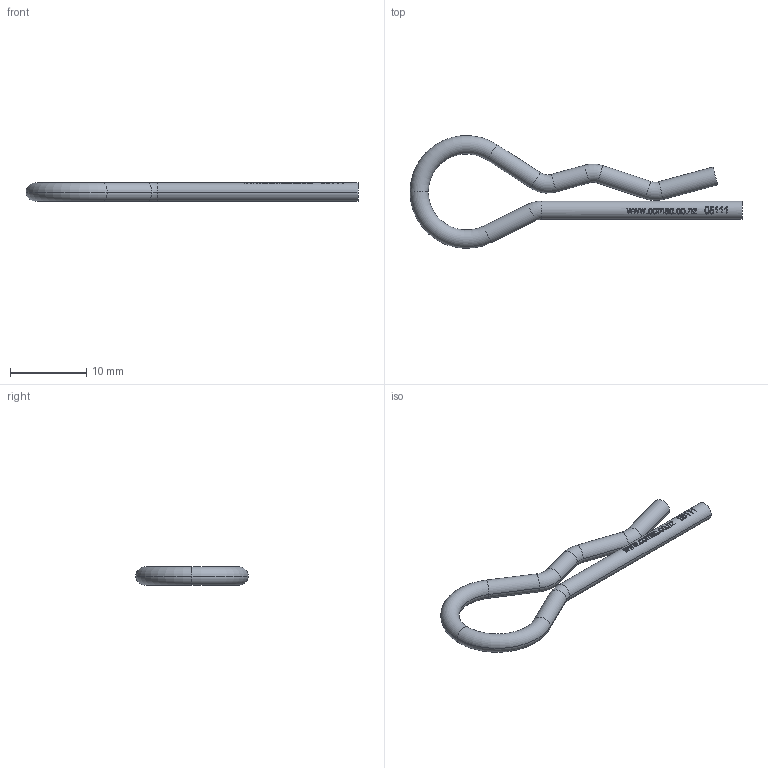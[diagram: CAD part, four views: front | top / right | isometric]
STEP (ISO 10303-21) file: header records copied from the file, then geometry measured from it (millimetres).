
FILE_DESCRIPTION (( 'STEP AP214' ), '1' );
FILE_NAME ('05111-R Clip Stainless Steel 2.5mm Wire.STEP', '2018-11-23T01:03:08', ( '' ), ( '' ), 'SwSTEP 2.0', 'SolidWorks 2018', '' );
FILE_SCHEMA (( 'AUTOMOTIVE_DESIGN' ));
Length unit declared in the file: millimetre
Products named in the file (2): 05111-R Clip Stainless Steel 2.5mm Wire
Bounding box: 43.6 x 14.77 x 2.4 mm (x, y, z)
Volume: 412.6 mm3; surface area: 713.2 mm2
Topology: 1 solids, 1 shells, 271 faces, 713 edges, 468 vertices
Faces by surface type: bspline 143, plane 80, cylinder 36, torus 12
Entity records: 15411 total; most frequent: CARTESIAN_POINT 9910, ORIENTED_EDGE 1426, EDGE_CURVE 713, DIRECTION 619, VERTEX_POINT 468, B_SPLINE_CURVE_WITH_KNOTS 462, EDGE_LOOP 295, ADVANCED_FACE 271
